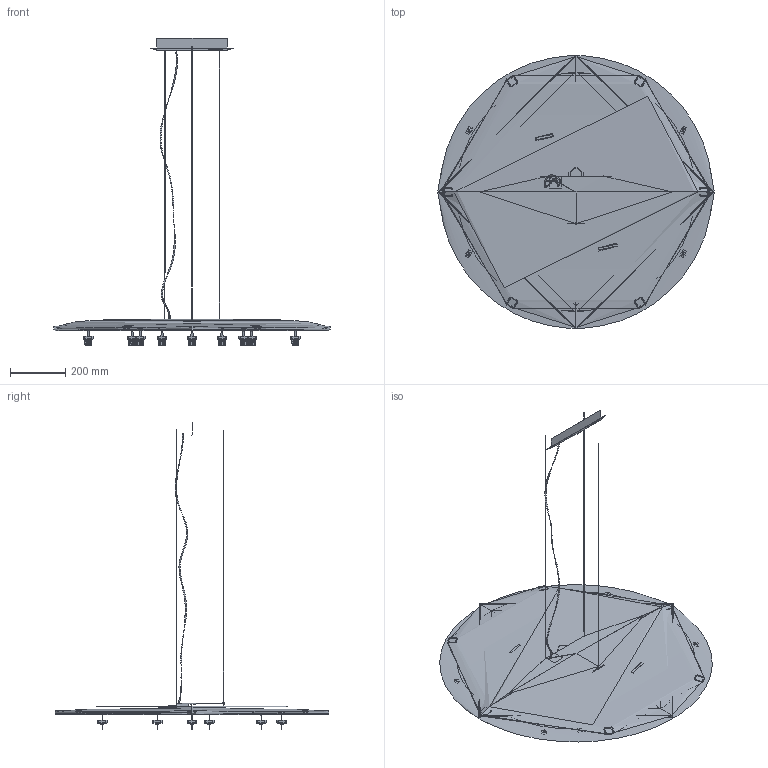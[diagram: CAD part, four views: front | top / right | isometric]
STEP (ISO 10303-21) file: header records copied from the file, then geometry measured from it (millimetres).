
FILE_DESCRIPTION(/* description */ (''),/* implementation_level */ '2;1');
FILE_NAME(/* name */ 'Silent field',/* time_stamp */ '2017-06-01T10:10:54+02:00',/* author */ (''),/* organization */ (''),/* preprocessor_version */ 'ST-DEVELOPER v10',/* originating_system */ '',/* authorisation */ '');
FILE_SCHEMA (('AUTOMOTIVE_DESIGN'));
Products named in the file (2): 1; 2
Assembly tree (1 placements, depth 2):
  1
    2
Bounding box: 999.97 x 990 x 1111.23 mm (x, y, z)
Volume: 23615714.4 mm3; surface area: 3646214.3 mm2
Topology: 47 solids, 74 shells, 3986 faces, 10481 edges, 6621 vertices
Faces by surface type: bspline 3241, plane 745
Entity records: 172262 total; most frequent: CARTESIAN_POINT 114018, ORIENTED_EDGE 20678, EDGE_CURVE 10387, VERTEX_POINT 6615, B_SPLINE_CURVE_WITH_KNOTS 5020, EDGE_LOOP 4221, ADVANCED_FACE 3986, FACE_OUTER_BOUND 3986
